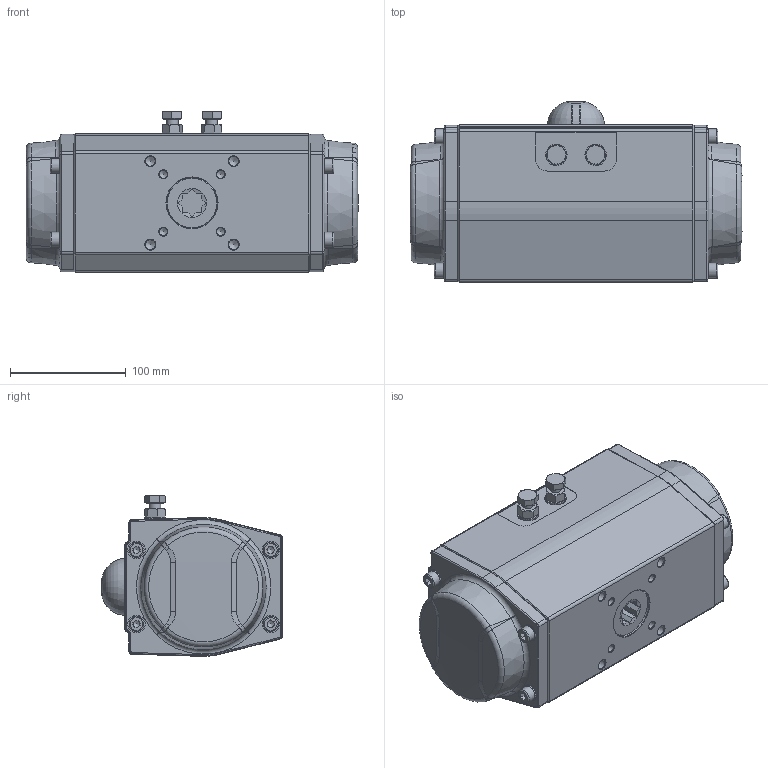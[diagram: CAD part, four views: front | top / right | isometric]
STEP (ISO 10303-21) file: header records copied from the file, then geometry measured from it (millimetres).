
FILE_DESCRIPTION(/* description */ (''),/* implementation_level */ '2;1');
FILE_NAME(/* name */ 'GTEA110装配体-20240218',/* time_stamp */ '2024-11-25T16:24:30+08:00',/* author */ ('Xiaofan.Zhang'),/* organization */ ('Rotork'),/* preprocessor_version */ 'ST-DEVELOPER v18.102',/* originating_system */ 'Solid Edge',/* authorisation */ 'Unknown');
FILE_SCHEMA (('AUTOMOTIVE_DESIGN {1 0 10303 214 3 1 1}'));
Length unit declared in the file: millimetre
Products named in the file (1): GTEA110装配体-202402
Bounding box: 286.97 x 156.05 x 138.87 mm (x, y, z)
Surface area: 250844.4 mm2 (no closed solid volume)
Topology: 0 solids, 39 shells, 599 faces, 1692 edges, 1131 vertices
Faces by surface type: plane 281, cylinder 140, cone 122, torus 48, bspline 6, sphere 2
Full cylindrical faces by diameter (mm): 4.2 x8, 5 x1, 6 x1, 6.8 x4, 7 x1, 8.5 x4, 10 x2, 11.8 x2, 12.9 x8, 13 x8, 15 x8, 25 x1, 44 x1, 105 x1
Entity records: 20379 total; most frequent: CARTESIAN_POINT 5421, DIRECTION 3056, ORIENTED_EDGE 2688, EDGE_CURVE 1538, AXIS2_PLACEMENT_3D 1181, VERTEX_POINT 1105, FACE_BOUND 794, EDGE_LOOP 769
